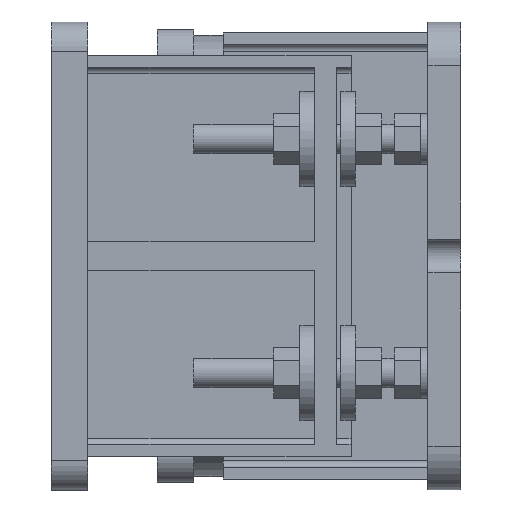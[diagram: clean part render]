
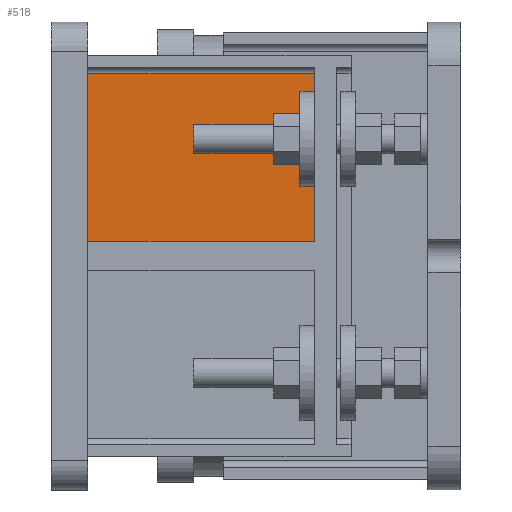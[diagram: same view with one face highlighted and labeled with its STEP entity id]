
A CAD part, left-side view. The second image highlights one B-rep face of the part: STEP entity #518.
In plain terms, the highlighted planar face has unit normal (-1, 0, 0).
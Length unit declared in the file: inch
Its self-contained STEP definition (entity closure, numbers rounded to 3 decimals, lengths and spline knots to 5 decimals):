
#53 = DIRECTION ( 'NONE',  ( 0., 1., 0. ) ) ;
#102 = VECTOR ( 'NONE', #8489, 39.37008 ) ;
#128 = ORIENTED_EDGE ( 'NONE', *, *, #3831, .F. ) ;
#168 = ORIENTED_EDGE ( 'NONE', *, *, #7260, .F. ) ;
#177 = ORIENTED_EDGE ( 'NONE', *, *, #9064, .F. ) ;
#518 = ADVANCED_FACE ( 'NONE', ( #625 ), #927, .T. ) ;
#625 = FACE_OUTER_BOUND ( 'NONE', #5100, .T. ) ;
#720 = CARTESIAN_POINT ( 'NONE',  ( -2.4625, 2.5, 0.25 ) ) ;
#862 = DIRECTION ( 'NONE',  ( -1., 0., 0. ) ) ;
#927 = PLANE ( 'NONE',  #5904 ) ;
#1015 = CARTESIAN_POINT ( 'NONE',  ( -2.4625, 2.75, 1.8 ) ) ;
#1106 = ORIENTED_EDGE ( 'NONE', *, *, #5128, .F. ) ;
#1238 = VERTEX_POINT ( 'NONE', #4930 ) ;
#1241 = ORIENTED_EDGE ( 'NONE', *, *, #9197, .F. ) ;
#1358 = VERTEX_POINT ( 'NONE', #5756 ) ;
#1427 = CARTESIAN_POINT ( 'NONE',  ( -2.4625, 1.875, 3.1125 ) ) ;
#1571 = LINE ( 'NONE', #2488, #7107 ) ;
#1707 = EDGE_CURVE ( 'NONE', #1994, #2176, #1571, .T. ) ;
#1994 = VERTEX_POINT ( 'NONE', #5805 ) ;
#2000 = LINE ( 'NONE', #2998, #5289 ) ;
#2176 = VERTEX_POINT ( 'NONE', #7644 ) ;
#2488 = CARTESIAN_POINT ( 'NONE',  ( -2.4625, 6.375, 3.1125 ) ) ;
#2691 = VERTEX_POINT ( 'NONE', #6785 ) ;
#2988 = LINE ( 'NONE', #3372, #6757 ) ;
#2998 = CARTESIAN_POINT ( 'NONE',  ( -2.4625, 2.75, 2.2 ) ) ;
#3215 = CARTESIAN_POINT ( 'NONE',  ( -2.4625, 2.5, 3.225 ) ) ;
#3363 = CARTESIAN_POINT ( 'NONE',  ( -2.4625, 2.5, 3.225 ) ) ;
#3372 = CARTESIAN_POINT ( 'NONE',  ( -2.4625, 6.375, 0.25 ) ) ;
#3526 = ORIENTED_EDGE ( 'NONE', *, *, #8445, .F. ) ;
#3831 = EDGE_CURVE ( 'NONE', #3930, #8996, #6704, .T. ) ;
#3903 = CARTESIAN_POINT ( 'NONE',  ( -2.4625, 2.75, 2.2 ) ) ;
#3930 = VERTEX_POINT ( 'NONE', #8507 ) ;
#4353 = LINE ( 'NONE', #3363, #7166 ) ;
#4827 = LINE ( 'NONE', #1015, #102 ) ;
#4930 = CARTESIAN_POINT ( 'NONE',  ( -2.4625, 2.5, 2.2 ) ) ;
#5098 = ORIENTED_EDGE ( 'NONE', *, *, #8645, .T. ) ;
#5100 = EDGE_LOOP ( 'NONE', ( #5260, #168, #128, #1241, #3526, #177, #1106, #5098 ) ) ;
#5128 = EDGE_CURVE ( 'NONE', #2691, #1238, #4353, .T. ) ;
#5260 = ORIENTED_EDGE ( 'NONE', *, *, #1707, .F. ) ;
#5289 = VECTOR ( 'NONE', #53, 39.37008 ) ;
#5756 = CARTESIAN_POINT ( 'NONE',  ( -2.4625, 2.75, 1.8 ) ) ;
#5805 = CARTESIAN_POINT ( 'NONE',  ( -2.4625, 6.375, 0.25 ) ) ;
#5904 = AXIS2_PLACEMENT_3D ( 'NONE', #6199, #862, #8339 ) ;
#6037 = DIRECTION ( 'NONE',  ( 0., 1., 0. ) ) ;
#6109 = DIRECTION ( 'NONE',  ( 0., 0., -1. ) ) ;
#6199 = CARTESIAN_POINT ( 'NONE',  ( -2.4625, 1.875, 3.1125 ) ) ;
#6374 = DIRECTION ( 'NONE',  ( 0., 0., -1. ) ) ;
#6424 = DIRECTION ( 'NONE',  ( 0., 1., 0. ) ) ;
#6704 = LINE ( 'NONE', #3215, #6824 ) ;
#6757 = VECTOR ( 'NONE', #6424, 39.37008 ) ;
#6785 = CARTESIAN_POINT ( 'NONE',  ( -2.4625, 2.5, 3.1125 ) ) ;
#6824 = VECTOR ( 'NONE', #6109, 39.37008 ) ;
#7107 = VECTOR ( 'NONE', #9415, 39.37008 ) ;
#7114 = VERTEX_POINT ( 'NONE', #3903 ) ;
#7166 = VECTOR ( 'NONE', #8648, 39.37008 ) ;
#7195 = VECTOR ( 'NONE', #6037, 39.37008 ) ;
#7260 = EDGE_CURVE ( 'NONE', #8996, #1994, #2988, .T. ) ;
#7644 = CARTESIAN_POINT ( 'NONE',  ( -2.4625, 6.375, 3.1125 ) ) ;
#8123 = LINE ( 'NONE', #8612, #8462 ) ;
#8339 = DIRECTION ( 'NONE',  ( 0., 0., 1. ) ) ;
#8445 = EDGE_CURVE ( 'NONE', #7114, #1358, #8123, .T. ) ;
#8462 = VECTOR ( 'NONE', #6374, 39.37008 ) ;
#8489 = DIRECTION ( 'NONE',  ( 0., -1., 0. ) ) ;
#8507 = CARTESIAN_POINT ( 'NONE',  ( -2.4625, 2.5, 1.8 ) ) ;
#8612 = CARTESIAN_POINT ( 'NONE',  ( -2.4625, 2.75, 3.1125 ) ) ;
#8645 = EDGE_CURVE ( 'NONE', #2691, #2176, #8809, .T. ) ;
#8648 = DIRECTION ( 'NONE',  ( 0., 0., -1. ) ) ;
#8809 = LINE ( 'NONE', #1427, #7195 ) ;
#8996 = VERTEX_POINT ( 'NONE', #720 ) ;
#9064 = EDGE_CURVE ( 'NONE', #1238, #7114, #2000, .T. ) ;
#9197 = EDGE_CURVE ( 'NONE', #1358, #3930, #4827, .T. ) ;
#9415 = DIRECTION ( 'NONE',  ( 0., 0., 1. ) ) ;
